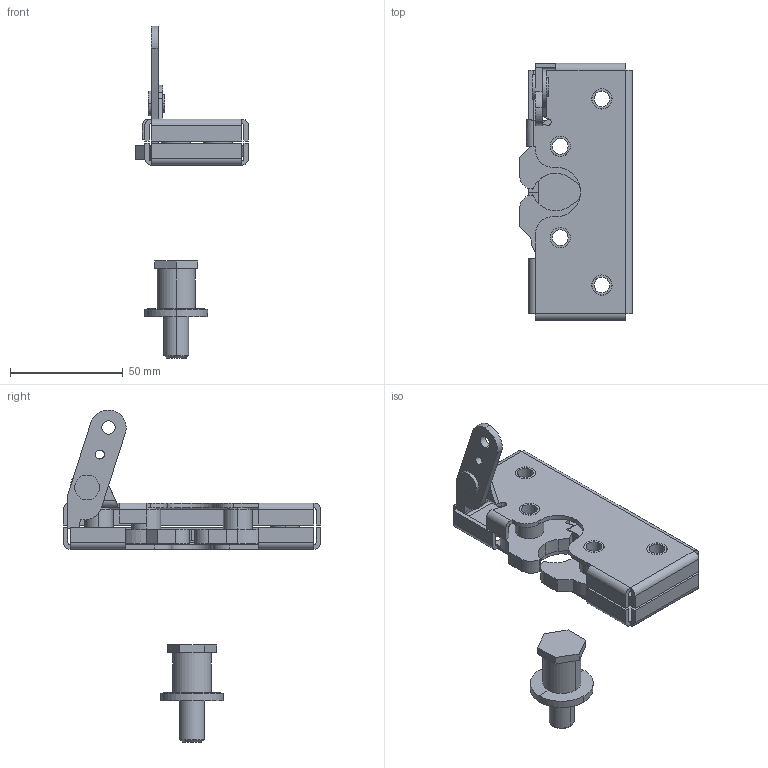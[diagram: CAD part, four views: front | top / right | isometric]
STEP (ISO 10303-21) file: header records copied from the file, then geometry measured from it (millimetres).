
FILE_DESCRIPTION (( 'STEP AP203' ), '1' );
FILE_NAME ('C-873-2-R.STEP', '2009-12-28T07:00:19', ( ' ' ), ( ' ' ), 'SwSTEP 2.0', 'SolidWorks 2007', '' );
FILE_SCHEMA (( 'CONFIG_CONTROL_DESIGN' ));
Length unit declared in the file: millimetre
Products named in the file (11): C-873-2僇儉C__棉太倌; C-873僗僩儔僀僇乕__棉太倌; C-873-2-R; C-873-2杮懱__棉太倌; C-873-2働乕僗A__棉太倌; C-873-2働乕僗B__棉太倌; C-873僗儁乕僒乕A__棉太倌; C-873-2僇儉A__棉太倌; C-873-2僇儉B__棉太倌; C-873-2解除レバー__ﾃﾞﾌｫﾙﾄ; C-873-2僺儞__棉太倌
Assembly tree (13 placements, depth 3):
  C-873-2-R
    C-873-2僇儉C__棉太倌
    C-873-2僺儞__棉太倌
    C-873-2解除レバー__ﾃﾞﾌｫﾙﾄ
    C-873-2僇儉A__棉太倌
    C-873僗僩儔僀僇乕__棉太倌
    C-873-2僇儉B__棉太倌
    C-873-2杮懱__棉太倌
      C-873僗儁乕僒乕A__棉太倌  x4
      C-873-2働乕僗B__棉太倌
      C-873-2働乕僗A__棉太倌
Bounding box: 50 x 114 x 147.14 mm (x, y, z)
Volume: 53765.1 mm3; surface area: 45627.7 mm2
Topology: 13 solids, 13 shells, 306 faces, 747 edges, 485 vertices
Faces by surface type: plane 151, cylinder 139, torus 8, sphere 4, cone 4
Entity records: 9209 total; most frequent: DIRECTION 1466, CARTESIAN_POINT 1375, ORIENTED_EDGE 1314, EDGE_CURVE 657, AXIS2_PLACEMENT_3D 536, VERTEX_POINT 425, VECTOR 394, LINE 394
